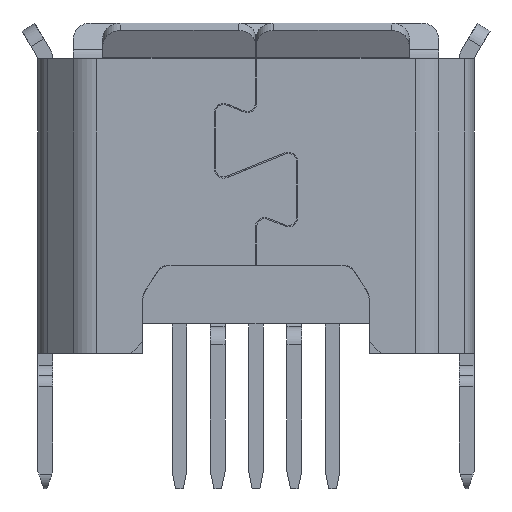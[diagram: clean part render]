
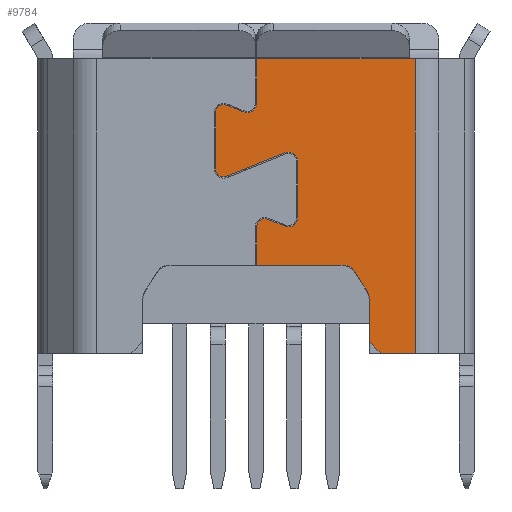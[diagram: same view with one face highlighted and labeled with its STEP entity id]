
A CAD part, front view. The second image highlights one B-rep face of the part: STEP entity #9784.
In plain terms, the highlighted planar face has unit normal (0, -1, 0).
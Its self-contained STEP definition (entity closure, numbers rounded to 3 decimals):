
#291=CIRCLE($,#10302,0.14);
#293=CIRCLE($,#10306,0.14);
#324=CIRCLE($,#10369,0.14);
#325=CIRCLE($,#10372,0.158);
#326=CIRCLE($,#10375,0.16);
#327=CIRCLE($,#10378,0.16);
#338=CIRCLE($,#10403,0.2);
#367=CIRCLE($,#10460,0.2);
#829=FACE_OUTER_BOUND($,#1364,.T.);
#1364=EDGE_LOOP($,(#7972,#7973,#7974,#7975,#7976,#7977,#7978,#7979,#7980,
#7981,#7982,#7983,#7984,#7985,#7986,#7987,#7988,#7989,#7990,#7991,#7992,
#7993,#7994,#7995));
#2214=LINE($,#15057,#3357);
#2227=LINE($,#15096,#3370);
#2298=LINE($,#15333,#3441);
#2301=LINE($,#15341,#3444);
#2304=LINE($,#15348,#3447);
#2306=LINE($,#15355,#3449);
#2307=LINE($,#15358,#3450);
#2309=LINE($,#15366,#3452);
#2358=LINE($,#15523,#3501);
#2377=LINE($,#15585,#3520);
#2381=LINE($,#15597,#3524);
#2384=LINE($,#15603,#3527);
#2394=LINE($,#15651,#3537);
#2395=LINE($,#15653,#3538);
#2396=LINE($,#15655,#3539);
#2397=LINE($,#15656,#3540);
#3357=VECTOR($,#12102,0.95);
#3370=VECTOR($,#12135,0.31);
#3441=VECTOR($,#12320,0.313);
#3444=VECTOR($,#12329,0.95);
#3447=VECTOR($,#12338,1.065);
#3449=VECTOR($,#12346,0.753);
#3450=VECTOR($,#12351,2.59);
#3452=VECTOR($,#12357,5.);
#3501=VECTOR($,#12534,0.1);
#3520=VECTOR($,#12575,0.429);
#3524=VECTOR($,#12587,0.741);
#3527=VECTOR($,#12592,0.283);
#3537=VECTOR($,#12650,0.647);
#3538=VECTOR($,#12653,0.575);
#3539=VECTOR($,#12654,1.426);
#3540=VECTOR($,#12655,0.056);
#4360=VERTEX_POINT($,#15045);
#4362=VERTEX_POINT($,#15049);
#4364=VERTEX_POINT($,#15054);
#4365=VERTEX_POINT($,#15059);
#4380=VERTEX_POINT($,#15095);
#4384=VERTEX_POINT($,#15109);
#4453=VERTEX_POINT($,#15326);
#4454=VERTEX_POINT($,#15328);
#4455=VERTEX_POINT($,#15332);
#4456=VERTEX_POINT($,#15336);
#4457=VERTEX_POINT($,#15340);
#4458=VERTEX_POINT($,#15344);
#4459=VERTEX_POINT($,#15350);
#4460=VERTEX_POINT($,#15354);
#4463=VERTEX_POINT($,#15363);
#4464=VERTEX_POINT($,#15365);
#4477=VERTEX_POINT($,#15412);
#4478=VERTEX_POINT($,#15413);
#4524=VERTEX_POINT($,#15583);
#4525=VERTEX_POINT($,#15587);
#4528=VERTEX_POINT($,#15595);
#4530=VERTEX_POINT($,#15601);
#4544=VERTEX_POINT($,#15649);
#4545=VERTEX_POINT($,#15654);
#5498=EDGE_CURVE($,#4362,#4360,#291,.F.);
#5501=EDGE_CURVE($,#4360,#4364,#2214,.F.);
#5504=EDGE_CURVE($,#4364,#4365,#293,.F.);
#5521=EDGE_CURVE($,#4365,#4380,#2227,.T.);
#5620=EDGE_CURVE($,#4453,#4454,#324,.F.);
#5622=EDGE_CURVE($,#4454,#4455,#2298,.T.);
#5624=EDGE_CURVE($,#4455,#4456,#325,.T.);
#5626=EDGE_CURVE($,#4456,#4457,#2301,.F.);
#5628=EDGE_CURVE($,#4457,#4458,#326,.T.);
#5630=EDGE_CURVE($,#4458,#4362,#2304,.T.);
#5631=EDGE_CURVE($,#4380,#4459,#327,.T.);
#5633=EDGE_CURVE($,#4459,#4460,#2306,.F.);
#5635=EDGE_CURVE($,#4460,#4384,#2307,.F.);
#5638=EDGE_CURVE($,#4463,#4464,#2309,.T.);
#5661=EDGE_CURVE($,#4477,#4478,#338,.T.);
#5720=EDGE_CURVE($,#4384,#4463,#2358,.F.);
#5745=EDGE_CURVE($,#4524,#4477,#2377,.T.);
#5746=EDGE_CURVE($,#4525,#4524,#367,.T.);
#5751=EDGE_CURVE($,#4528,#4525,#2381,.F.);
#5754=EDGE_CURVE($,#4530,#4528,#2384,.T.);
#5778=EDGE_CURVE($,#4544,#4453,#2394,.F.);
#5779=EDGE_CURVE($,#4464,#4530,#2395,.T.);
#5780=EDGE_CURVE($,#4544,#4545,#2396,.F.);
#5781=EDGE_CURVE($,#4478,#4545,#2397,.T.);
#7972=ORIENTED_EDGE($,*,*,#5661,.F.);
#7973=ORIENTED_EDGE($,*,*,#5745,.F.);
#7974=ORIENTED_EDGE($,*,*,#5746,.F.);
#7975=ORIENTED_EDGE($,*,*,#5751,.F.);
#7976=ORIENTED_EDGE($,*,*,#5754,.F.);
#7977=ORIENTED_EDGE($,*,*,#5779,.F.);
#7978=ORIENTED_EDGE($,*,*,#5638,.F.);
#7979=ORIENTED_EDGE($,*,*,#5720,.F.);
#7980=ORIENTED_EDGE($,*,*,#5635,.F.);
#7981=ORIENTED_EDGE($,*,*,#5633,.F.);
#7982=ORIENTED_EDGE($,*,*,#5631,.F.);
#7983=ORIENTED_EDGE($,*,*,#5521,.F.);
#7984=ORIENTED_EDGE($,*,*,#5504,.F.);
#7985=ORIENTED_EDGE($,*,*,#5501,.F.);
#7986=ORIENTED_EDGE($,*,*,#5498,.F.);
#7987=ORIENTED_EDGE($,*,*,#5630,.F.);
#7988=ORIENTED_EDGE($,*,*,#5628,.F.);
#7989=ORIENTED_EDGE($,*,*,#5626,.F.);
#7990=ORIENTED_EDGE($,*,*,#5624,.F.);
#7991=ORIENTED_EDGE($,*,*,#5622,.F.);
#7992=ORIENTED_EDGE($,*,*,#5620,.F.);
#7993=ORIENTED_EDGE($,*,*,#5778,.F.);
#7994=ORIENTED_EDGE($,*,*,#5780,.T.);
#7995=ORIENTED_EDGE($,*,*,#5781,.F.);
#9333=PLANE($,#10488);
#9784=ADVANCED_FACE($,(#829),#9333,.F.);
#10302=AXIS2_PLACEMENT_3D($,#15051,#12096,#12097);
#10306=AXIS2_PLACEMENT_3D($,#15063,#12108,#12109);
#10369=AXIS2_PLACEMENT_3D($,#15329,#12315,#12316);
#10372=AXIS2_PLACEMENT_3D($,#15337,#12324,#12325);
#10375=AXIS2_PLACEMENT_3D($,#15345,#12333,#12334);
#10378=AXIS2_PLACEMENT_3D($,#15351,#12341,#12342);
#10403=AXIS2_PLACEMENT_3D($,#15414,#12410,#12411);
#10460=AXIS2_PLACEMENT_3D($,#15588,#12578,#12579);
#10488=AXIS2_PLACEMENT_3D($,#15652,#12651,#12652);
#12096=DIRECTION('center_axis',(0.,-1.,0.));
#12097=DIRECTION('ref_axis',(0.,0.,1.));
#12102=DIRECTION($,(0.,0.,-1.));
#12108=DIRECTION('center_axis',(0.,-1.,0.));
#12109=DIRECTION('ref_axis',(0.,0.,1.));
#12135=DIRECTION($,(0.927,0.,-0.375));
#12315=DIRECTION('center_axis',(0.,-1.,0.));
#12316=DIRECTION('ref_axis',(0.,0.,1.));
#12320=DIRECTION($,(0.927,0.,-0.375));
#12324=DIRECTION('center_axis',(0.,-1.,0.));
#12325=DIRECTION('ref_axis',(0.,0.,1.));
#12329=DIRECTION($,(0.,0.,-1.));
#12333=DIRECTION('center_axis',(0.,-1.,0.));
#12334=DIRECTION('ref_axis',(0.,0.,1.));
#12338=DIRECTION($,(-0.927,0.,-0.375));
#12341=DIRECTION('center_axis',(0.,-1.,0.));
#12342=DIRECTION('ref_axis',(0.,0.,1.));
#12346=DIRECTION($,(0.,0.,-1.));
#12351=DIRECTION($,(-1.,0.,0.));
#12357=DIRECTION($,(0.,0.,-1.));
#12410=DIRECTION('center_axis',(0.,-1.,0.));
#12411=DIRECTION('ref_axis',(0.,0.,1.));
#12534=DIRECTION($,(-1.,0.,0.));
#12575=DIRECTION($,(-0.545,0.,0.838));
#12578=DIRECTION('center_axis',(0.,-1.,0.));
#12579=DIRECTION('ref_axis',(0.,0.,1.));
#12587=DIRECTION($,(0.,0.,-1.));
#12592=DIRECTION($,(-0.707,0.,0.707));
#12650=DIRECTION($,(0.,0.,-1.));
#12651=DIRECTION('center_axis',(0.,1.,0.));
#12652=DIRECTION('ref_axis',(0.,0.,-1.));
#12653=DIRECTION($,(-1.,0.,0.));
#12654=DIRECTION($,(-1.,0.,0.));
#12655=DIRECTION($,(-1.,0.,0.));
#15045=CARTESIAN_POINT('',(-0.69,-1.436,3.135));
#15049=CARTESIAN_POINT('',(-0.498,-1.436,3.005));
#15051=CARTESIAN_POINT('Origin',(-0.55,-1.436,3.135));
#15054=CARTESIAN_POINT('',(-0.69,-1.436,4.085));
#15057=CARTESIAN_POINT($,(-0.69,-1.436,4.085));
#15059=CARTESIAN_POINT('',(-0.498,-1.436,4.215));
#15063=CARTESIAN_POINT('Origin',(-0.55,-1.436,4.085));
#15095=CARTESIAN_POINT('',(-0.21,-1.436,4.099));
#15096=CARTESIAN_POINT($,(-0.498,-1.436,4.215));
#15109=CARTESIAN_POINT('',(2.6,-1.436,5.));
#15326=CARTESIAN_POINT('',(0.01,-1.436,2.147));
#15328=CARTESIAN_POINT('',(0.202,-1.436,2.277));
#15329=CARTESIAN_POINT('Origin',(0.15,-1.436,2.147));
#15332=CARTESIAN_POINT('',(0.493,-1.436,2.16));
#15333=CARTESIAN_POINT($,(0.202,-1.436,2.277));
#15336=CARTESIAN_POINT('',(0.71,-1.436,2.306));
#15337=CARTESIAN_POINT('Origin',(0.552,-1.436,2.306));
#15340=CARTESIAN_POINT('',(0.71,-1.436,3.256));
#15341=CARTESIAN_POINT($,(0.71,-1.436,3.256));
#15344=CARTESIAN_POINT('',(0.49,-1.436,3.404));
#15345=CARTESIAN_POINT('Origin',(0.55,-1.436,3.256));
#15348=CARTESIAN_POINT($,(0.49,-1.436,3.404));
#15350=CARTESIAN_POINT('',(0.01,-1.436,4.247));
#15351=CARTESIAN_POINT('Origin',(-0.15,-1.436,4.247));
#15354=CARTESIAN_POINT('',(0.01,-1.436,5.));
#15355=CARTESIAN_POINT($,(0.01,-1.436,5.));
#15358=CARTESIAN_POINT($,(2.6,-1.436,5.));
#15363=CARTESIAN_POINT('',(2.7,-1.436,5.));
#15365=CARTESIAN_POINT('',(2.7,-1.436,0.));
#15366=CARTESIAN_POINT($,(2.7,-1.436,5.));
#15412=CARTESIAN_POINT('',(1.659,-1.436,1.409));
#15413=CARTESIAN_POINT('',(1.491,-1.436,1.5));
#15414=CARTESIAN_POINT('Origin',(1.491,-1.436,1.3));
#15523=CARTESIAN_POINT($,(2.7,-1.436,5.));
#15583=CARTESIAN_POINT('',(1.893,-1.436,1.05));
#15585=CARTESIAN_POINT($,(1.893,-1.436,1.05));
#15587=CARTESIAN_POINT('',(1.925,-1.436,0.941));
#15588=CARTESIAN_POINT('Origin',(1.725,-1.436,0.941));
#15595=CARTESIAN_POINT('',(1.925,-1.436,0.2));
#15597=CARTESIAN_POINT($,(1.925,-1.436,0.941));
#15601=CARTESIAN_POINT('',(2.125,-1.436,0.));
#15603=CARTESIAN_POINT($,(2.125,-1.436,0.));
#15649=CARTESIAN_POINT('',(0.01,-1.436,1.5));
#15651=CARTESIAN_POINT($,(0.01,-1.436,2.147));
#15652=CARTESIAN_POINT('Origin',(1.35,-1.436,2.5));
#15653=CARTESIAN_POINT($,(2.7,-1.436,0.));
#15654=CARTESIAN_POINT('',(1.436,-1.436,1.5));
#15655=CARTESIAN_POINT($,(1.436,-1.436,1.5));
#15656=CARTESIAN_POINT($,(1.491,-1.436,1.5));
